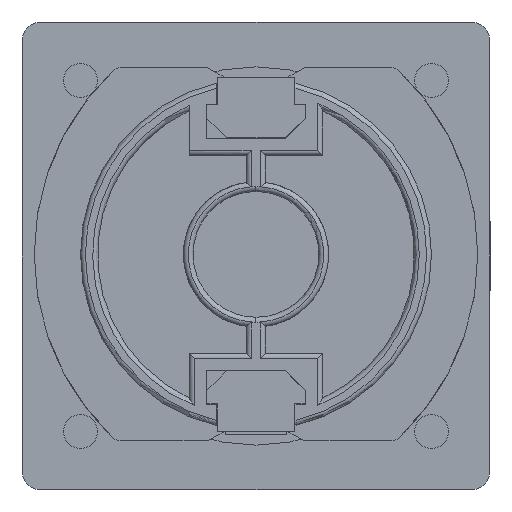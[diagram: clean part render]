
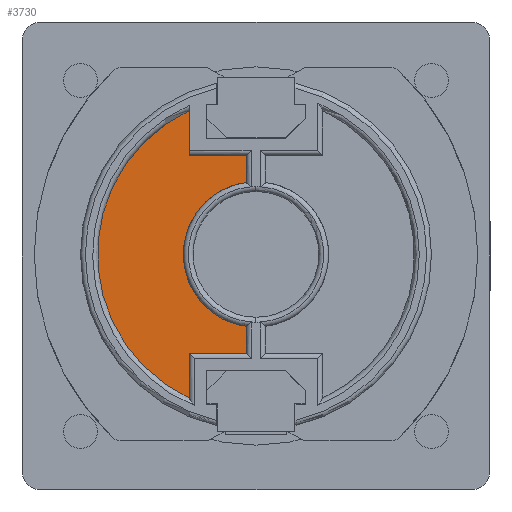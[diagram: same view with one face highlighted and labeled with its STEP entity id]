
A CAD part, front view. The second image highlights one B-rep face of the part: STEP entity #3730.
In plain terms, the highlighted face is planar.
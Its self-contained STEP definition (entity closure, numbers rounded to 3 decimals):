
#440 = DIRECTION ( 'NONE',  ( -1., 0., 0. ) ) ;
#732 = EDGE_CURVE ( 'NONE', #8798, #5422, #5418, .T. ) ;
#972 = CARTESIAN_POINT ( 'NONE',  ( 14.736, -6.85, 0. ) ) ;
#1000 = VERTEX_POINT ( 'NONE', #3057 ) ;
#1403 = CIRCLE ( 'NONE', #8724, 16.25 ) ;
#1549 = AXIS2_PLACEMENT_3D ( 'NONE', #4389, #9388, #8536 ) ;
#1564 = LINE ( 'NONE', #10388, #11345 ) ;
#1600 = LINE ( 'NONE', #2320, #12601 ) ;
#1717 = EDGE_CURVE ( 'NONE', #10442, #10858, #1403, .T. ) ;
#2106 = DIRECTION ( 'NONE',  ( 0., 0., 1. ) ) ;
#2143 = DIRECTION ( 'NONE',  ( 0., 1., 0. ) ) ;
#2307 = ORIENTED_EDGE ( 'NONE', *, *, #732, .F. ) ;
#2320 = CARTESIAN_POINT ( 'NONE',  ( -10.141, -6.85, 0. ) ) ;
#2328 = CARTESIAN_POINT ( 'NONE',  ( -10.141, -6.85, 0. ) ) ;
#2515 = LINE ( 'NONE', #4264, #11767 ) ;
#2607 = VERTEX_POINT ( 'NONE', #2645 ) ;
#2645 = CARTESIAN_POINT ( 'NONE',  ( -10.141, -1., 0. ) ) ;
#3057 = CARTESIAN_POINT ( 'NONE',  ( -7.383, -1., 0. ) ) ;
#3069 = CARTESIAN_POINT ( 'NONE',  ( 7.383, -1., 0. ) ) ;
#3128 = LINE ( 'NONE', #5209, #6951 ) ;
#3171 = ORIENTED_EDGE ( 'NONE', *, *, #9357, .F. ) ;
#3218 = FACE_OUTER_BOUND ( 'NONE', #10769, .T. ) ;
#3509 = ORIENTED_EDGE ( 'NONE', *, *, #9230, .F. ) ;
#3730 = ADVANCED_FACE ( 'NONE', ( #3218 ), #12034, .F. ) ;
#4232 = CARTESIAN_POINT ( 'NONE',  ( 0., 0., 0. ) ) ;
#4246 = ORIENTED_EDGE ( 'NONE', *, *, #9265, .F. ) ;
#4264 = CARTESIAN_POINT ( 'NONE',  ( -7.383, -1., 0. ) ) ;
#4389 = CARTESIAN_POINT ( 'NONE',  ( 0., 0., 0. ) ) ;
#4729 = ORIENTED_EDGE ( 'NONE', *, *, #1717, .F. ) ;
#5209 = CARTESIAN_POINT ( 'NONE',  ( 10.141, -6.85, 0. ) ) ;
#5418 = LINE ( 'NONE', #9414, #12074 ) ;
#5422 = VERTEX_POINT ( 'NONE', #3069 ) ;
#5456 = CARTESIAN_POINT ( 'NONE',  ( 10.141, -6.85, 0. ) ) ;
#5894 = VERTEX_POINT ( 'NONE', #2328 ) ;
#6042 = ORIENTED_EDGE ( 'NONE', *, *, #10374, .F. ) ;
#6300 = CARTESIAN_POINT ( 'NONE',  ( 0., 0., 0. ) ) ;
#6629 = ORIENTED_EDGE ( 'NONE', *, *, #8497, .F. ) ;
#6700 = DIRECTION ( 'NONE',  ( -1., 0., 0. ) ) ;
#6934 = LINE ( 'NONE', #972, #11166 ) ;
#6936 = CARTESIAN_POINT ( 'NONE',  ( 14.736, -6.85, 0. ) ) ;
#6951 = VECTOR ( 'NONE', #2143, 1000. ) ;
#7544 = DIRECTION ( 'NONE',  ( -1., 0., 0. ) ) ;
#7606 = CIRCLE ( 'NONE', #1549, 7.45 ) ;
#8367 = DIRECTION ( 'NONE',  ( 1., 0., 0. ) ) ;
#8497 = EDGE_CURVE ( 'NONE', #5894, #10442, #1564, .T. ) ;
#8536 = DIRECTION ( 'NONE',  ( 1., 0., 0. ) ) ;
#8724 = AXIS2_PLACEMENT_3D ( 'NONE', #4232, #12085, #8367 ) ;
#8798 = VERTEX_POINT ( 'NONE', #9471 ) ;
#9013 = AXIS2_PLACEMENT_3D ( 'NONE', #6300, #2106, #12099 ) ;
#9230 = EDGE_CURVE ( 'NONE', #5422, #1000, #7606, .T. ) ;
#9258 = VERTEX_POINT ( 'NONE', #5456 ) ;
#9265 = EDGE_CURVE ( 'NONE', #1000, #2607, #2515, .T. ) ;
#9357 = EDGE_CURVE ( 'NONE', #10858, #9258, #6934, .T. ) ;
#9388 = DIRECTION ( 'NONE',  ( 0., 0., -1. ) ) ;
#9414 = CARTESIAN_POINT ( 'NONE',  ( 10.141, -1., 0. ) ) ;
#9471 = CARTESIAN_POINT ( 'NONE',  ( 10.141, -1., 0. ) ) ;
#9863 = EDGE_CURVE ( 'NONE', #9258, #8798, #3128, .T. ) ;
#10374 = EDGE_CURVE ( 'NONE', #2607, #5894, #1600, .T. ) ;
#10388 = CARTESIAN_POINT ( 'NONE',  ( -14.736, -6.85, 0. ) ) ;
#10442 = VERTEX_POINT ( 'NONE', #11459 ) ;
#10769 = EDGE_LOOP ( 'NONE', ( #3509, #2307, #10870, #3171, #4729, #6629, #6042, #4246 ) ) ;
#10858 = VERTEX_POINT ( 'NONE', #6936 ) ;
#10870 = ORIENTED_EDGE ( 'NONE', *, *, #9863, .F. ) ;
#11166 = VECTOR ( 'NONE', #6700, 1000. ) ;
#11328 = DIRECTION ( 'NONE',  ( 0., -1., 0. ) ) ;
#11345 = VECTOR ( 'NONE', #12604, 1000. ) ;
#11459 = CARTESIAN_POINT ( 'NONE',  ( -14.736, -6.85, 0. ) ) ;
#11767 = VECTOR ( 'NONE', #7544, 1000. ) ;
#12034 = PLANE ( 'NONE',  #9013 ) ;
#12074 = VECTOR ( 'NONE', #440, 1000. ) ;
#12085 = DIRECTION ( 'NONE',  ( 0., 0., 1. ) ) ;
#12099 = DIRECTION ( 'NONE',  ( 1., 0., 0. ) ) ;
#12601 = VECTOR ( 'NONE', #11328, 1000. ) ;
#12604 = DIRECTION ( 'NONE',  ( -1., 0., 0. ) ) ;
